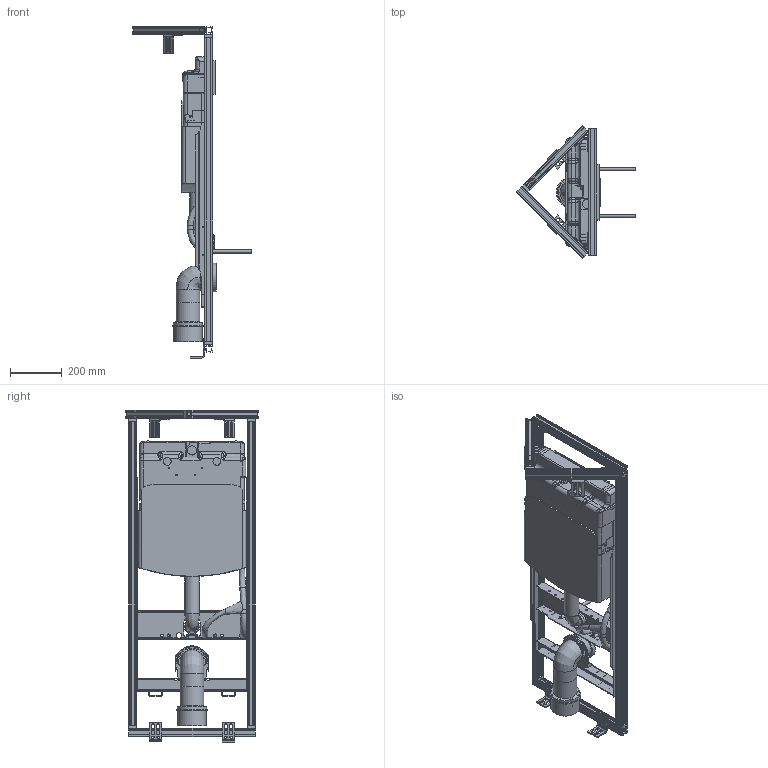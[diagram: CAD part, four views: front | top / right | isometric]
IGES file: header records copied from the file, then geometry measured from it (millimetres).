
Global section: file name: 461303; native system: Autodesk Inventor 2014; preprocessor: unknown; author: seihe2; date: 20160927.155324; units: millimetre
Bounding box: 460.32 x 509.12 x 1278 mm (x, y, z)
Volume: 21690779.5 mm3; surface area: 3742589.3 mm2
Topology: 38 solids, 39 shells, 2258 faces, 6189 edges, 4012 vertices
Faces by surface type: plane 1466, revolution 387, cylinder 330, bspline 56, sphere 10, cone 9
Full cylindrical faces by diameter (mm): 12 x2, 22 x2, 30 x2, 47.3 x1, 51.7 x1, 52 x1, 56 x3, 59 x3, 90.375 x2, 98.2 x2, 102 x4, 110.4 x1, 111 x1, 112.2 x1, 120 x1
